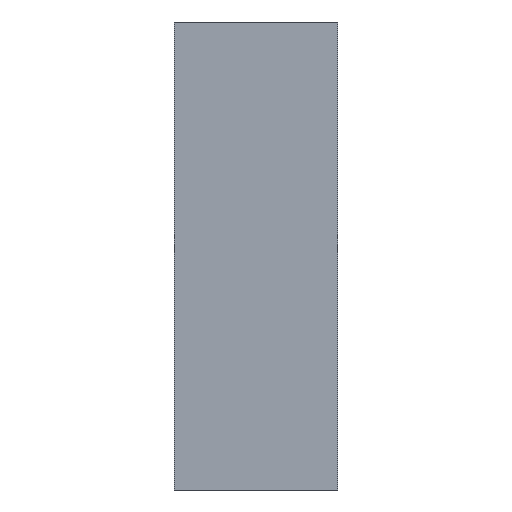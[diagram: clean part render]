
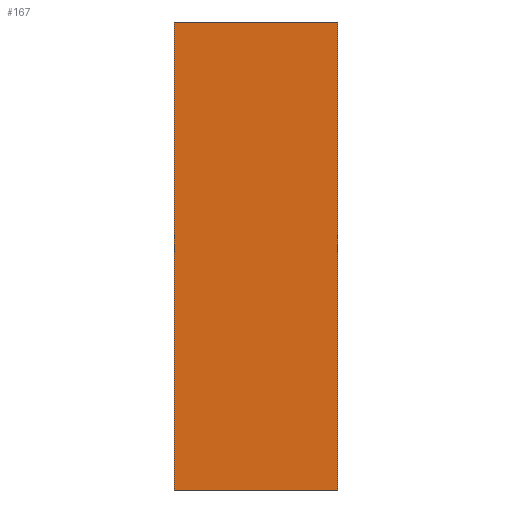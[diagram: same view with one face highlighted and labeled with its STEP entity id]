
A CAD part, left-side view. The second image highlights one B-rep face of the part: STEP entity #167.
In plain terms, the highlighted planar face has unit normal (-1, 0, 0).
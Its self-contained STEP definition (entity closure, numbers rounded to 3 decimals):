
#167 = ADVANCED_FACE( '', ( #384 ), #385, .F. );
#384 = FACE_OUTER_BOUND( '', #644, .T. );
#385 = PLANE( '', #645 );
#644 = EDGE_LOOP( '', ( #1078, #1079, #1080, #1081 ) );
#645 = AXIS2_PLACEMENT_3D( '', #1082, #1083, #1084 );
#1078 = ORIENTED_EDGE( '', *, *, #1455, .T. );
#1079 = ORIENTED_EDGE( '', *, *, #1489, .F. );
#1080 = ORIENTED_EDGE( '', *, *, #1449, .F. );
#1081 = ORIENTED_EDGE( '', *, *, #1482, .T. );
#1082 = CARTESIAN_POINT( '', ( -50., 35., 100. ) );
#1083 = DIRECTION( '', ( 1., 0., 0. ) );
#1084 = DIRECTION( '', ( 0., 0., -1. ) );
#1449 = EDGE_CURVE( '', #1743, #1745, #1746, .T. );
#1455 = EDGE_CURVE( '', #1756, #1754, #1757, .T. );
#1482 = EDGE_CURVE( '', #1743, #1756, #1794, .T. );
#1489 = EDGE_CURVE( '', #1745, #1754, #1803, .T. );
#1743 = VERTEX_POINT( '', #2176 );
#1745 = VERTEX_POINT( '', #2179 );
#1746 = LINE( '', #2180, #2181 );
#1754 = VERTEX_POINT( '', #2191 );
#1756 = VERTEX_POINT( '', #2194 );
#1757 = LINE( '', #2195, #2196 );
#1794 = LINE( '', #2306, #2307 );
#1803 = LINE( '', #2317, #2318 );
#2176 = CARTESIAN_POINT( '', ( -50., 35., 100. ) );
#2179 = CARTESIAN_POINT( '', ( -50., 0., 100. ) );
#2180 = CARTESIAN_POINT( '', ( -50., 35., 100. ) );
#2181 = VECTOR( '', #2617, 1000. );
#2191 = CARTESIAN_POINT( '', ( -50., 0., 0. ) );
#2194 = CARTESIAN_POINT( '', ( -50., 35., 0. ) );
#2195 = CARTESIAN_POINT( '', ( -50., 35., 0. ) );
#2196 = VECTOR( '', #2624, 1000. );
#2306 = CARTESIAN_POINT( '', ( -50., 35., 100. ) );
#2307 = VECTOR( '', #2655, 1000. );
#2317 = CARTESIAN_POINT( '', ( -50., 0., 100. ) );
#2318 = VECTOR( '', #2663, 1000. );
#2617 = DIRECTION( '', ( 0., -1., 0. ) );
#2624 = DIRECTION( '', ( 0., -1., 0. ) );
#2655 = DIRECTION( '', ( 0., 0., -1. ) );
#2663 = DIRECTION( '', ( 0., 0., -1. ) );
